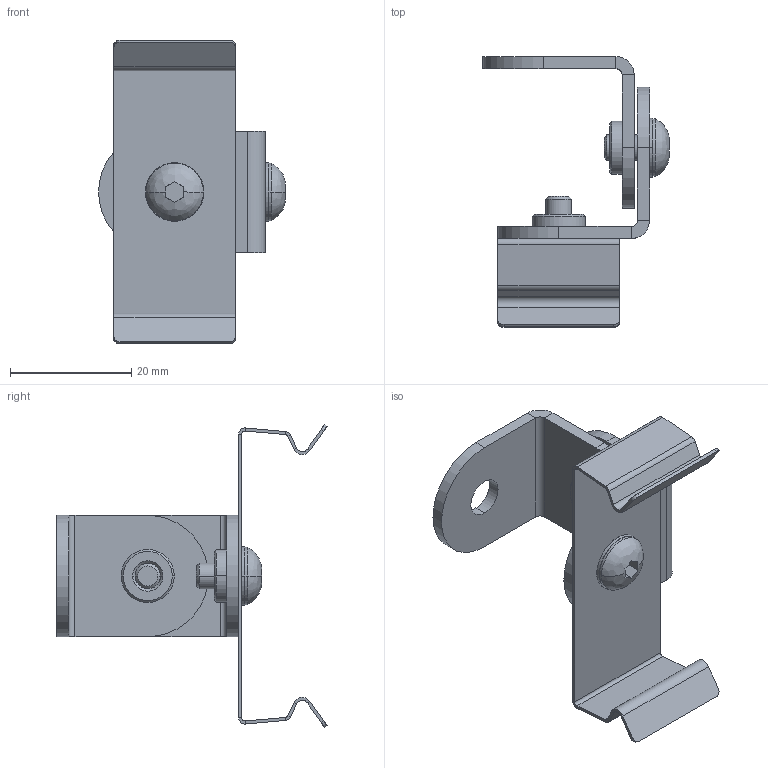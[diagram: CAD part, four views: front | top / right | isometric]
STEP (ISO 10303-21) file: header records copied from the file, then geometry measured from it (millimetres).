
FILE_DESCRIPTION((''),'2;1');
FILE_NAME('244225_SM01_ASM','2024-11-12T10:40:21',('banengservice'),('BANNER ENGINEERING'),'CREO PARAMETRIC BY PTC INC, 2022414','CREO PARAMETRIC BY PTC INC, 2022414','');
FILE_SCHEMA(('CONFIG_CONTROL_DESIGN'));
Length unit declared in the file: millimetre
Products named in the file (6): 244225_EP01; 244225_EP02; 244225_EP04; 244225_EP03; 244225_EP05; 244225_SM01_ASM
Assembly tree (5 placements, depth 2):
  244225_SM01_ASM
    244225_EP01
    244225_EP02
    244225_EP04
    244225_EP03
    244225_EP05
Bounding box: 30.81 x 44.59 x 50.04 mm (x, y, z)
Volume: 4738.3 mm3; surface area: 8316.3 mm2
Topology: 7 solids, 7 shells, 292 faces, 724 edges, 456 vertices
Faces by surface type: cylinder 158, plane 110, cone 20, bspline 4
Entity records: 9591 total; most frequent: CARTESIAN_POINT 2617, ORIENTED_EDGE 1448, DIRECTION 1414, EDGE_CURVE 724, AXIS2_PLACEMENT_3D 551, VERTEX_POINT 456, EDGE_LOOP 316, VECTOR 312
